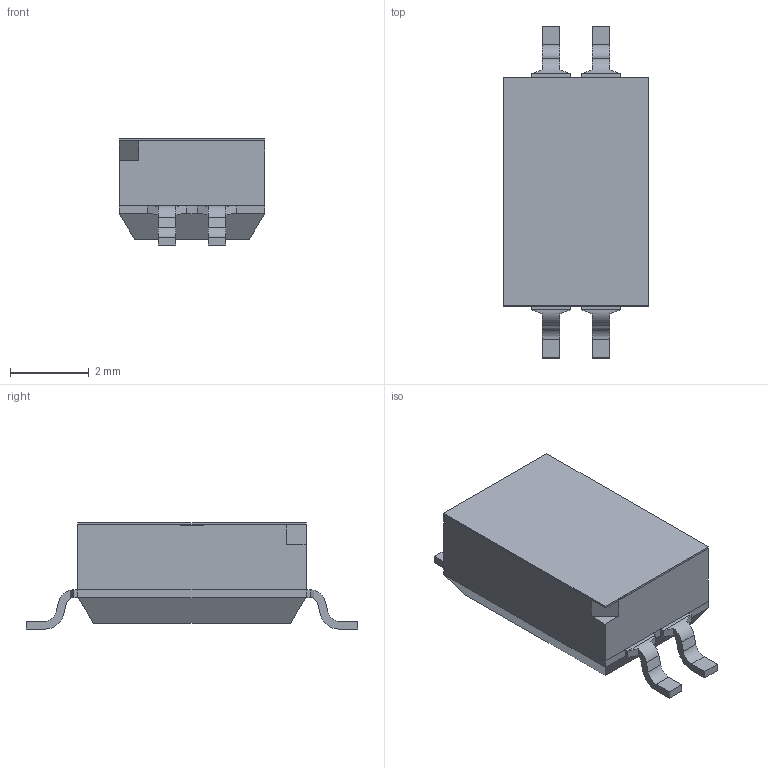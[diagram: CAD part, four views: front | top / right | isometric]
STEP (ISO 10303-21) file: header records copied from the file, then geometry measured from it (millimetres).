
FILE_DESCRIPTION( ( 'Unknown' ), '1' );
FILE_NAME( '416131160802.stp', 'Unknown', ( 'Unknown' ), ( 'Unknown' ), 'PSStep 17.0.49', 'Unknown', ' ' );
FILE_SCHEMA( ( 'AUTOMOTIVE_DESIGN { 1 0 10303 214 1 1 1 1 }' ) );
Length unit declared in the file: millimetre
Products named in the file (8): Assem1; Lead_Terminal 02; Terminal; Housing_02; Actuator; Contact; Cover_Tape_02
Assembly tree (11 placements, depth 2):
  Assem1
    Lead_Terminal 02
    Terminal  x2
    Terminal  x2
    Housing_02
    Actuator  x2
    Contact  x2
    Cover_Tape_02
Bounding box: 3.71 x 8.44 x 2.7 mm (x, y, z)
Volume: 45.8 mm3; surface area: 276.5 mm2
Topology: 11 solids, 11 shells, 331 faces, 883 edges, 576 vertices
Faces by surface type: plane 279, cylinder 46, extrusion 6
Full cylindrical faces by diameter (mm): 0.5 x2
Entity records: 9387 total; most frequent: CARTESIAN_POINT 1660, ORIENTED_EDGE 1226, DIRECTION 1105, EDGE_CURVE 613, VECTOR 507, LINE 501, VERTEX_POINT 400, AXIS2_PLACEMENT_3D 299
